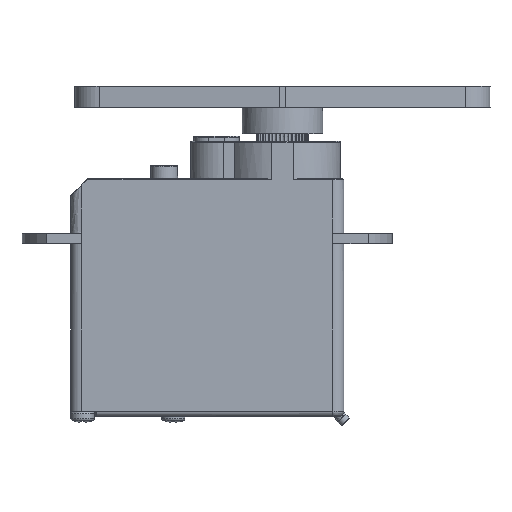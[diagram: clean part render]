
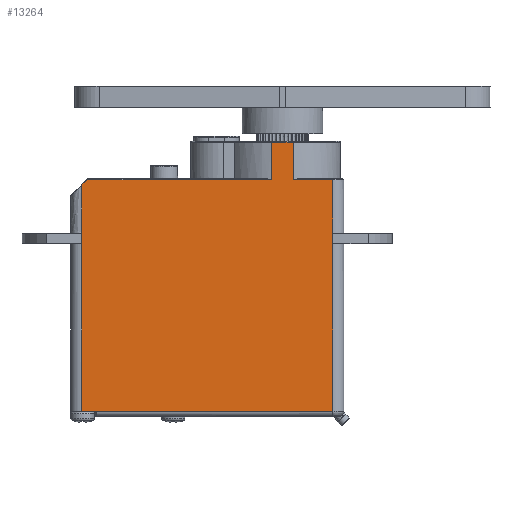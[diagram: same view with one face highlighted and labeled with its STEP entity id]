
A CAD part, left-side view. The second image highlights one B-rep face of the part: STEP entity #13264.
In plain terms, the highlighted free-form (B-spline) face has degree [1, 1] with [2, 2] control points.
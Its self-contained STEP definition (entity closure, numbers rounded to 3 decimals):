
#13264 = ADVANCED_FACE('',(#13265),#13365,.T.);
#13265 = FACE_BOUND('',#13266,.T.);
#13266 = EDGE_LOOP('',(#13267,#13276,#13283,#13290,#13297,#13304,#13311,
    #13318,#13325,#13332,#13339,#13346,#13353,#13360));
#13267 = ORIENTED_EDGE('',*,*,#13268,.T.);
#13268 = EDGE_CURVE('',#13269,#13271,#13273,.T.);
#13269 = VERTEX_POINT('',#13270);
#13270 = CARTESIAN_POINT('',(-4.92,0.937,
    8.764));
#13271 = VERTEX_POINT('',#13272);
#13272 = CARTESIAN_POINT('',(-4.92,0.937,
    5.524));
#13273 = B_SPLINE_CURVE_WITH_KNOTS('',1,(#13274,#13275),.UNSPECIFIED.,
  .F.,.F.,(2,2),(-0.11,0.),.PIECEWISE_BEZIER_KNOTS.);
#13274 = CARTESIAN_POINT('',(-4.92,0.937,
    8.764));
#13275 = CARTESIAN_POINT('',(-4.92,0.937,
    5.524));
#13276 = ORIENTED_EDGE('',*,*,#13277,.T.);
#13277 = EDGE_CURVE('',#13271,#13278,#13280,.T.);
#13278 = VERTEX_POINT('',#13279);
#13279 = CARTESIAN_POINT('',(-4.92,16.866,
    5.524));
#13280 = B_SPLINE_CURVE_WITH_KNOTS('',1,(#13281,#13282),.UNSPECIFIED.,
  .F.,.F.,(2,2),(-0.556,-0.015),
  .PIECEWISE_BEZIER_KNOTS.);
#13281 = CARTESIAN_POINT('',(-4.92,0.937,
    5.524));
#13282 = CARTESIAN_POINT('',(-4.92,16.866,
    5.524));
#13283 = ORIENTED_EDGE('',*,*,#13284,.T.);
#13284 = EDGE_CURVE('',#13278,#13285,#13287,.T.);
#13285 = VERTEX_POINT('',#13286);
#13286 = CARTESIAN_POINT('',(-4.92,17.308,
    5.082));
#13287 = B_SPLINE_CURVE_WITH_KNOTS('',1,(#13288,#13289),.UNSPECIFIED.,
  .F.,.F.,(2,2),(0.004,0.025),
  .PIECEWISE_BEZIER_KNOTS.);
#13288 = CARTESIAN_POINT('',(-4.92,16.866,
    5.524));
#13289 = CARTESIAN_POINT('',(-4.92,17.308,
    5.082));
#13290 = ORIENTED_EDGE('',*,*,#13291,.T.);
#13291 = EDGE_CURVE('',#13285,#13292,#13294,.T.);
#13292 = VERTEX_POINT('',#13293);
#13293 = CARTESIAN_POINT('',(-4.92,17.308,
    0.928));
#13294 = B_SPLINE_CURVE_WITH_KNOTS('',1,(#13295,#13296),.UNSPECIFIED.,
  .F.,.F.,(2,2),(0.032,0.17),.PIECEWISE_BEZIER_KNOTS.);
#13295 = CARTESIAN_POINT('',(-4.92,17.308,
    5.082));
#13296 = CARTESIAN_POINT('',(-4.92,17.308,
    0.928));
#13297 = ORIENTED_EDGE('',*,*,#13298,.T.);
#13298 = EDGE_CURVE('',#13292,#13299,#13301,.T.);
#13299 = VERTEX_POINT('',#13300);
#13300 = CARTESIAN_POINT('',(-4.92,17.308,
    0.));
#13301 = B_SPLINE_CURVE_WITH_KNOTS('',1,(#13302,#13303),.UNSPECIFIED.,
  .F.,.F.,(2,2),(0.,0.032),.PIECEWISE_BEZIER_KNOTS.);
#13302 = CARTESIAN_POINT('',(-4.92,17.308,
    0.928));
#13303 = CARTESIAN_POINT('',(-4.92,17.308,
    0.));
#13304 = ORIENTED_EDGE('',*,*,#13305,.T.);
#13305 = EDGE_CURVE('',#13299,#13306,#13308,.T.);
#13306 = VERTEX_POINT('',#13307);
#13307 = CARTESIAN_POINT('',(-4.92,17.308,
    -14.435));
#13308 = B_SPLINE_CURVE_WITH_KNOTS('',1,(#13309,#13310),.UNSPECIFIED.,
  .F.,.F.,(2,2),(0.202,0.692),.PIECEWISE_BEZIER_KNOTS.);
#13309 = CARTESIAN_POINT('',(-4.92,17.308,
    0.));
#13310 = CARTESIAN_POINT('',(-4.92,17.308,
    -14.435));
#13311 = ORIENTED_EDGE('',*,*,#13312,.T.);
#13312 = EDGE_CURVE('',#13306,#13313,#13315,.T.);
#13313 = VERTEX_POINT('',#13314);
#13314 = CARTESIAN_POINT('',(-4.92,16.026,
    -14.435));
#13315 = B_SPLINE_CURVE_WITH_KNOTS('',1,(#13316,#13317),.UNSPECIFIED.,
  .F.,.F.,(2,2),(0.,0.044),.PIECEWISE_BEZIER_KNOTS.);
#13316 = CARTESIAN_POINT('',(-4.92,17.308,
    -14.435));
#13317 = CARTESIAN_POINT('',(-4.92,16.026,
    -14.435));
#13318 = ORIENTED_EDGE('',*,*,#13319,.T.);
#13319 = EDGE_CURVE('',#13313,#13320,#13322,.T.);
#13320 = VERTEX_POINT('',#13321);
#13321 = CARTESIAN_POINT('',(-4.92,-4.345,
    -14.435));
#13322 = B_SPLINE_CURVE_WITH_KNOTS('',1,(#13323,#13324),.UNSPECIFIED.,
  .F.,.F.,(2,2),(0.044,0.735),.PIECEWISE_BEZIER_KNOTS.);
#13323 = CARTESIAN_POINT('',(-4.92,16.026,
    -14.435));
#13324 = CARTESIAN_POINT('',(-4.92,-4.345,
    -14.435));
#13325 = ORIENTED_EDGE('',*,*,#13326,.T.);
#13326 = EDGE_CURVE('',#13320,#13327,#13329,.T.);
#13327 = VERTEX_POINT('',#13328);
#13328 = CARTESIAN_POINT('',(-4.92,-4.345,
    0.));
#13329 = B_SPLINE_CURVE_WITH_KNOTS('',1,(#13330,#13331),.UNSPECIFIED.,
  .F.,.F.,(2,2),(0.074,0.564),.PIECEWISE_BEZIER_KNOTS.);
#13330 = CARTESIAN_POINT('',(-4.92,-4.345,
    -14.435));
#13331 = CARTESIAN_POINT('',(-4.92,-4.345,
    0.));
#13332 = ORIENTED_EDGE('',*,*,#13333,.T.);
#13333 = EDGE_CURVE('',#13327,#13334,#13336,.T.);
#13334 = VERTEX_POINT('',#13335);
#13335 = CARTESIAN_POINT('',(-4.92,-4.345,
    0.928));
#13336 = B_SPLINE_CURVE_WITH_KNOTS('',1,(#13337,#13338),.UNSPECIFIED.,
  .F.,.F.,(2,2),(-0.032,-0.),.PIECEWISE_BEZIER_KNOTS.);
#13337 = CARTESIAN_POINT('',(-4.92,-4.345,
    0.));
#13338 = CARTESIAN_POINT('',(-4.92,-4.345,
    0.928));
#13339 = ORIENTED_EDGE('',*,*,#13340,.T.);
#13340 = EDGE_CURVE('',#13334,#13341,#13343,.T.);
#13341 = VERTEX_POINT('',#13342);
#13342 = CARTESIAN_POINT('',(-4.92,-4.345,
    5.524));
#13343 = B_SPLINE_CURVE_WITH_KNOTS('',1,(#13344,#13345),.UNSPECIFIED.,
  .F.,.F.,(2,2),(0.595,0.748),.PIECEWISE_BEZIER_KNOTS.);
#13344 = CARTESIAN_POINT('',(-4.92,-4.345,
    0.928));
#13345 = CARTESIAN_POINT('',(-4.92,-4.345,
    5.524));
#13346 = ORIENTED_EDGE('',*,*,#13347,.T.);
#13347 = EDGE_CURVE('',#13341,#13348,#13350,.T.);
#13348 = VERTEX_POINT('',#13349);
#13349 = CARTESIAN_POINT('',(-4.92,-0.937,
    5.524));
#13350 = B_SPLINE_CURVE_WITH_KNOTS('',1,(#13351,#13352),.UNSPECIFIED.,
  .F.,.F.,(2,2),(-0.735,-0.619),.PIECEWISE_BEZIER_KNOTS.);
#13351 = CARTESIAN_POINT('',(-4.92,-4.345,
    5.524));
#13352 = CARTESIAN_POINT('',(-4.92,-0.937,
    5.524));
#13353 = ORIENTED_EDGE('',*,*,#13354,.T.);
#13354 = EDGE_CURVE('',#13348,#13355,#13357,.T.);
#13355 = VERTEX_POINT('',#13356);
#13356 = CARTESIAN_POINT('',(-4.92,-0.937,
    8.764));
#13357 = B_SPLINE_CURVE_WITH_KNOTS('',1,(#13358,#13359),.UNSPECIFIED.,
  .F.,.F.,(2,2),(0.,0.11),.PIECEWISE_BEZIER_KNOTS.);
#13358 = CARTESIAN_POINT('',(-4.92,-0.937,
    5.524));
#13359 = CARTESIAN_POINT('',(-4.92,-0.937,
    8.764));
#13360 = ORIENTED_EDGE('',*,*,#13361,.T.);
#13361 = EDGE_CURVE('',#13355,#13269,#13362,.T.);
#13362 = B_SPLINE_CURVE_WITH_KNOTS('',1,(#13363,#13364),.UNSPECIFIED.,
  .F.,.F.,(2,2),(-0.064,0.),
  .PIECEWISE_BEZIER_KNOTS.);
#13363 = CARTESIAN_POINT('',(-4.92,-0.937,
    8.764));
#13364 = CARTESIAN_POINT('',(-4.92,0.937,
    8.764));
#13365 = B_SPLINE_SURFACE_WITH_KNOTS('',1,1,(
    (#13366,#13367)
    ,(#13368,#13369
    )),.UNSPECIFIED.,.F.,.F.,.F.,(2,2),(2,2),(1.501,2.236),(0.074,
    0.864),.PIECEWISE_BEZIER_KNOTS.);
#13366 = CARTESIAN_POINT('',(-4.92,17.308,
    -14.435));
#13367 = CARTESIAN_POINT('',(-4.92,17.308,
    8.838));
#13368 = CARTESIAN_POINT('',(-4.92,-4.345,
    -14.435));
#13369 = CARTESIAN_POINT('',(-4.92,-4.345,
    8.838));
